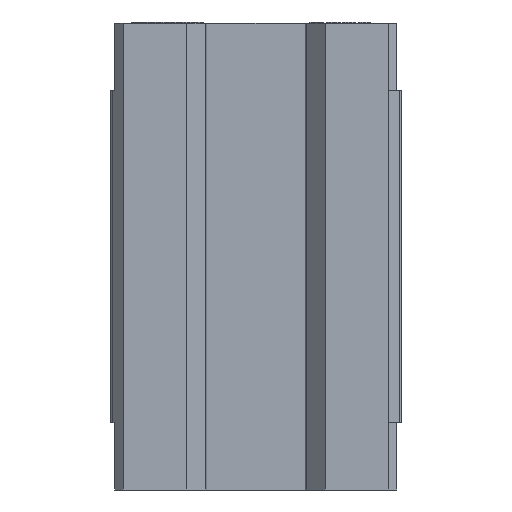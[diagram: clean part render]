
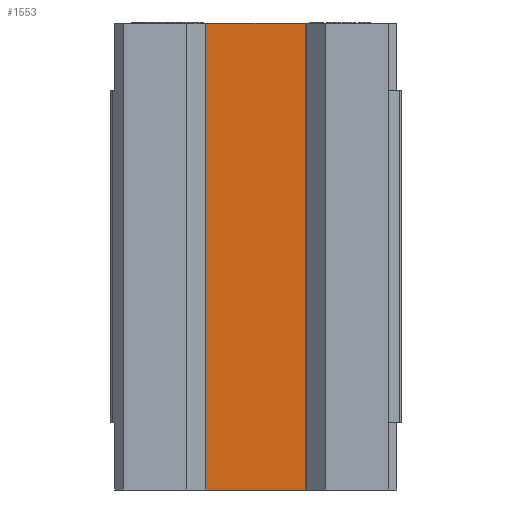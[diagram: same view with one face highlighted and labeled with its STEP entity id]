
A CAD part, front view. The second image highlights one B-rep face of the part: STEP entity #1553.
In plain terms, the highlighted planar face has unit normal (0, -1, 0).
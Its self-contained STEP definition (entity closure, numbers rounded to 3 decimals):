
#1383 = VERTEX_POINT ( 'NONE', #5103 ) ;
#1480 = VERTEX_POINT ( 'NONE', #5151 ) ;
#1482 = EDGE_CURVE ( 'NONE', #1508, #1480, #5150, .T. ) ;
#1485 = EDGE_CURVE ( 'NONE', #1383, #1508, #5146, .T. ) ;
#1508 = VERTEX_POINT ( 'NONE', #5192 ) ;
#1515 = EDGE_CURVE ( 'NONE', #1516, #1383, #5181, .T. ) ;
#1516 = VERTEX_POINT ( 'NONE', #5242 ) ;
#1533 = ORIENTED_EDGE ( 'NONE', *, *, #1552, .T. ) ;
#1534 = ORIENTED_EDGE ( 'NONE', *, *, #1515, .T. ) ;
#1535 = ORIENTED_EDGE ( 'NONE', *, *, #1485, .T. ) ;
#1552 = EDGE_CURVE ( 'NONE', #1480, #1516, #5270, .T. ) ;
#1553 = ADVANCED_FACE ( 'NONE', ( #5313 ), #5312, .T. ) ;
#1555 = EDGE_LOOP ( 'NONE', ( #1556, #1533, #1534, #1535 ) ) ;
#1556 = ORIENTED_EDGE ( 'NONE', *, *, #1482, .T. ) ;
#5103 = CARTESIAN_POINT ( 'NONE',  ( -13.251, 0., 56.2 ) ) ;
#5145 = CARTESIAN_POINT ( 'NONE',  ( -13.251, 0., -40. ) ) ;
#5146 = LINE ( 'NONE', #5145, #5211 ) ;
#5147 = DIRECTION ( 'NONE',  ( 1., 0., 0. ) ) ;
#5148 = VECTOR ( 'NONE', #5147, 1000. ) ;
#5149 = CARTESIAN_POINT ( 'NONE',  ( -13.251, 0., -56.2 ) ) ;
#5150 = LINE ( 'NONE', #5149, #5148 ) ;
#5151 = CARTESIAN_POINT ( 'NONE',  ( 13.251, 0., -56.2 ) ) ;
#5179 = VECTOR ( 'NONE', #5243, 1000. ) ;
#5180 = CARTESIAN_POINT ( 'NONE',  ( -13.251, 0., 56.2 ) ) ;
#5181 = LINE ( 'NONE', #5180, #5179 ) ;
#5192 = CARTESIAN_POINT ( 'NONE',  ( -13.251, 0., -56.2 ) ) ;
#5210 = DIRECTION ( 'NONE',  ( 0., 0., -1. ) ) ;
#5211 = VECTOR ( 'NONE', #5210, 1000. ) ;
#5242 = CARTESIAN_POINT ( 'NONE',  ( 13.251, 0., 56.2 ) ) ;
#5243 = DIRECTION ( 'NONE',  ( -1., 0., 0. ) ) ;
#5269 = CARTESIAN_POINT ( 'NONE',  ( 13.251, 0., -40. ) ) ;
#5270 = LINE ( 'NONE', #5269, #5316 ) ;
#5307 = DIRECTION ( 'NONE',  ( 0., 0., -1. ) ) ;
#5308 = DIRECTION ( 'NONE',  ( 0., -1., 0. ) ) ;
#5309 = CARTESIAN_POINT ( 'NONE',  ( -13.251, 0., -40. ) ) ;
#5310 = AXIS2_PLACEMENT_3D ( 'NONE', #5309, #5308, #5307 ) ;
#5312 = PLANE ( 'NONE',  #5310 ) ;
#5313 = FACE_OUTER_BOUND ( 'NONE', #1555, .T. ) ;
#5315 = DIRECTION ( 'NONE',  ( 0., 0., 1. ) ) ;
#5316 = VECTOR ( 'NONE', #5315, 1000. ) ;
